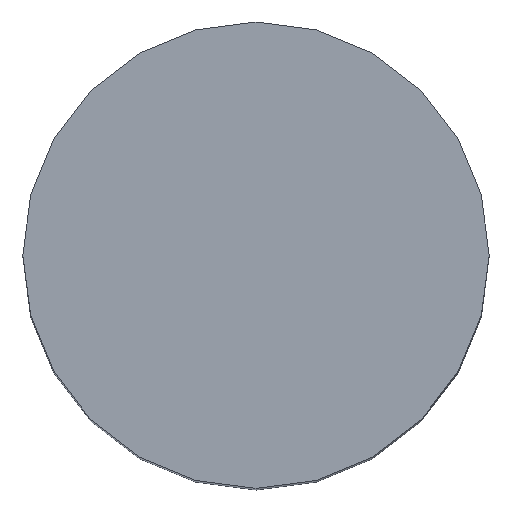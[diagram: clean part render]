
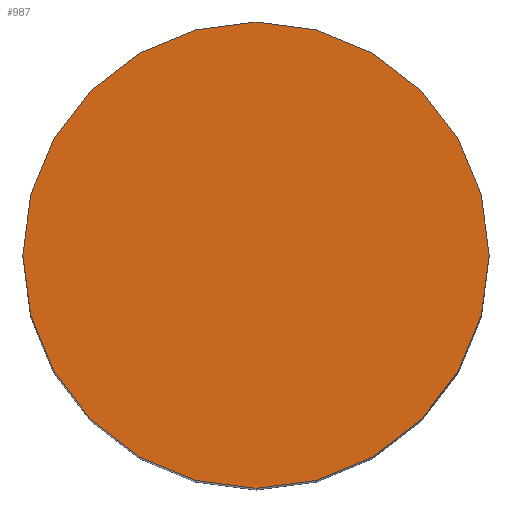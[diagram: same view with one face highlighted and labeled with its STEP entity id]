
A CAD part, top view. The second image highlights one B-rep face of the part: STEP entity #987.
In plain terms, the highlighted planar face has unit normal (0, 0, 1).
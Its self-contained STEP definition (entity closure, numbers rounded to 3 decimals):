
#17=FACE_OUTER_BOUND('',#68,.T.);
#68=EDGE_LOOP('',(#671,#672,#673,#674,#675,#676,#677,#678,#679,#680,#681,
#682,#683,#684,#685,#686,#687,#688,#689,#690,#691,#692,#693,#694));
#143=LINE('',#1412,#287);
#144=LINE('',#1414,#288);
#145=LINE('',#1416,#289);
#146=LINE('',#1418,#290);
#147=LINE('',#1420,#291);
#148=LINE('',#1422,#292);
#149=LINE('',#1424,#293);
#150=LINE('',#1426,#294);
#151=LINE('',#1428,#295);
#152=LINE('',#1430,#296);
#153=LINE('',#1432,#297);
#154=LINE('',#1434,#298);
#155=LINE('',#1436,#299);
#156=LINE('',#1438,#300);
#157=LINE('',#1440,#301);
#158=LINE('',#1442,#302);
#159=LINE('',#1444,#303);
#160=LINE('',#1446,#304);
#161=LINE('',#1448,#305);
#162=LINE('',#1450,#306);
#163=LINE('',#1452,#307);
#164=LINE('',#1454,#308);
#165=LINE('',#1456,#309);
#166=LINE('',#1457,#310);
#287=VECTOR('',#1141,60.);
#288=VECTOR('',#1142,60.);
#289=VECTOR('',#1143,60.);
#290=VECTOR('',#1144,60.);
#291=VECTOR('',#1145,60.);
#292=VECTOR('',#1146,60.);
#293=VECTOR('',#1147,60.);
#294=VECTOR('',#1148,60.);
#295=VECTOR('',#1149,60.);
#296=VECTOR('',#1150,60.);
#297=VECTOR('',#1151,60.);
#298=VECTOR('',#1152,60.);
#299=VECTOR('',#1153,60.);
#300=VECTOR('',#1154,60.);
#301=VECTOR('',#1155,60.);
#302=VECTOR('',#1156,60.);
#303=VECTOR('',#1157,60.);
#304=VECTOR('',#1158,60.);
#305=VECTOR('',#1159,60.);
#306=VECTOR('',#1160,60.);
#307=VECTOR('',#1161,60.);
#308=VECTOR('',#1162,60.);
#309=VECTOR('',#1163,60.);
#310=VECTOR('',#1164,60.);
#431=VERTEX_POINT('',#1410);
#432=VERTEX_POINT('',#1411);
#433=VERTEX_POINT('',#1413);
#434=VERTEX_POINT('',#1415);
#435=VERTEX_POINT('',#1417);
#436=VERTEX_POINT('',#1419);
#437=VERTEX_POINT('',#1421);
#438=VERTEX_POINT('',#1423);
#439=VERTEX_POINT('',#1425);
#440=VERTEX_POINT('',#1427);
#441=VERTEX_POINT('',#1429);
#442=VERTEX_POINT('',#1431);
#443=VERTEX_POINT('',#1433);
#444=VERTEX_POINT('',#1435);
#445=VERTEX_POINT('',#1437);
#446=VERTEX_POINT('',#1439);
#447=VERTEX_POINT('',#1441);
#448=VERTEX_POINT('',#1443);
#449=VERTEX_POINT('',#1445);
#450=VERTEX_POINT('',#1447);
#451=VERTEX_POINT('',#1449);
#452=VERTEX_POINT('',#1451);
#453=VERTEX_POINT('',#1453);
#454=VERTEX_POINT('',#1455);
#527=EDGE_CURVE('',#431,#432,#143,.T.);
#528=EDGE_CURVE('',#433,#431,#144,.T.);
#529=EDGE_CURVE('',#434,#433,#145,.T.);
#530=EDGE_CURVE('',#435,#434,#146,.T.);
#531=EDGE_CURVE('',#436,#435,#147,.T.);
#532=EDGE_CURVE('',#437,#436,#148,.T.);
#533=EDGE_CURVE('',#438,#437,#149,.T.);
#534=EDGE_CURVE('',#439,#438,#150,.T.);
#535=EDGE_CURVE('',#440,#439,#151,.T.);
#536=EDGE_CURVE('',#441,#440,#152,.T.);
#537=EDGE_CURVE('',#442,#441,#153,.T.);
#538=EDGE_CURVE('',#443,#442,#154,.T.);
#539=EDGE_CURVE('',#444,#443,#155,.T.);
#540=EDGE_CURVE('',#445,#444,#156,.T.);
#541=EDGE_CURVE('',#446,#445,#157,.T.);
#542=EDGE_CURVE('',#447,#446,#158,.T.);
#543=EDGE_CURVE('',#448,#447,#159,.T.);
#544=EDGE_CURVE('',#449,#448,#160,.T.);
#545=EDGE_CURVE('',#450,#449,#161,.T.);
#546=EDGE_CURVE('',#451,#450,#162,.T.);
#547=EDGE_CURVE('',#452,#451,#163,.T.);
#548=EDGE_CURVE('',#453,#452,#164,.T.);
#549=EDGE_CURVE('',#454,#453,#165,.T.);
#550=EDGE_CURVE('',#432,#454,#166,.T.);
#671=ORIENTED_EDGE('',*,*,#527,.F.);
#672=ORIENTED_EDGE('',*,*,#528,.F.);
#673=ORIENTED_EDGE('',*,*,#529,.F.);
#674=ORIENTED_EDGE('',*,*,#530,.F.);
#675=ORIENTED_EDGE('',*,*,#531,.F.);
#676=ORIENTED_EDGE('',*,*,#532,.F.);
#677=ORIENTED_EDGE('',*,*,#533,.F.);
#678=ORIENTED_EDGE('',*,*,#534,.F.);
#679=ORIENTED_EDGE('',*,*,#535,.F.);
#680=ORIENTED_EDGE('',*,*,#536,.F.);
#681=ORIENTED_EDGE('',*,*,#537,.F.);
#682=ORIENTED_EDGE('',*,*,#538,.F.);
#683=ORIENTED_EDGE('',*,*,#539,.F.);
#684=ORIENTED_EDGE('',*,*,#540,.F.);
#685=ORIENTED_EDGE('',*,*,#541,.F.);
#686=ORIENTED_EDGE('',*,*,#542,.F.);
#687=ORIENTED_EDGE('',*,*,#543,.F.);
#688=ORIENTED_EDGE('',*,*,#544,.F.);
#689=ORIENTED_EDGE('',*,*,#545,.F.);
#690=ORIENTED_EDGE('',*,*,#546,.F.);
#691=ORIENTED_EDGE('',*,*,#547,.F.);
#692=ORIENTED_EDGE('',*,*,#548,.F.);
#693=ORIENTED_EDGE('',*,*,#549,.F.);
#694=ORIENTED_EDGE('',*,*,#550,.F.);
#936=PLANE('',#1061);
#987=ADVANCED_FACE('',(#17),#936,.F.);
#1061=AXIS2_PLACEMENT_3D('',#1409,#1139,#1140);
#1139=DIRECTION('center_axis',(0.,0.,-1.));
#1140=DIRECTION('ref_axis',(0.,1.,0.));
#1141=DIRECTION('',(0.131,-0.991,0.));
#1142=DIRECTION('',(0.383,-0.924,0.));
#1143=DIRECTION('',(0.609,-0.793,0.));
#1144=DIRECTION('',(0.793,-0.609,0.));
#1145=DIRECTION('',(0.924,-0.383,0.));
#1146=DIRECTION('',(0.991,-0.131,0.));
#1147=DIRECTION('',(0.991,0.131,0.));
#1148=DIRECTION('',(0.924,0.383,0.));
#1149=DIRECTION('',(0.793,0.609,0.));
#1150=DIRECTION('',(0.609,0.793,0.));
#1151=DIRECTION('',(0.383,0.924,0.));
#1152=DIRECTION('',(0.131,0.991,0.));
#1153=DIRECTION('',(-0.131,0.991,0.));
#1154=DIRECTION('',(-0.383,0.924,0.));
#1155=DIRECTION('',(-0.609,0.793,0.));
#1156=DIRECTION('',(-0.793,0.609,0.));
#1157=DIRECTION('',(-0.924,0.383,0.));
#1158=DIRECTION('',(-0.991,0.131,0.));
#1159=DIRECTION('',(-0.991,-0.131,0.));
#1160=DIRECTION('',(-0.924,-0.383,0.));
#1161=DIRECTION('',(-0.793,-0.609,0.));
#1162=DIRECTION('',(-0.609,-0.793,0.));
#1163=DIRECTION('',(-0.383,-0.924,0.));
#1164=DIRECTION('',(-0.131,-0.991,0.));
#1409=CARTESIAN_POINT('Origin',(0.,0.,
0.));
#1410=CARTESIAN_POINT('',(28.978,7.765,0.));
#1411=CARTESIAN_POINT('',(30.,0.,0.));
#1412=CARTESIAN_POINT('',(28.978,7.765,0.));
#1413=CARTESIAN_POINT('',(25.981,15.,0.));
#1414=CARTESIAN_POINT('',(25.981,15.,0.));
#1415=CARTESIAN_POINT('',(21.213,21.213,0.));
#1416=CARTESIAN_POINT('',(21.213,21.213,0.));
#1417=CARTESIAN_POINT('',(15.,25.981,0.));
#1418=CARTESIAN_POINT('',(15.,25.981,0.));
#1419=CARTESIAN_POINT('',(7.765,28.978,0.));
#1420=CARTESIAN_POINT('',(7.765,28.978,0.));
#1421=CARTESIAN_POINT('',(0.,30.,0.));
#1422=CARTESIAN_POINT('',(0.,30.,0.));
#1423=CARTESIAN_POINT('',(-7.765,28.978,0.));
#1424=CARTESIAN_POINT('',(-7.765,28.978,0.));
#1425=CARTESIAN_POINT('',(-15.,25.981,0.));
#1426=CARTESIAN_POINT('',(-15.,25.981,0.));
#1427=CARTESIAN_POINT('',(-21.213,21.213,0.));
#1428=CARTESIAN_POINT('',(-21.213,21.213,0.));
#1429=CARTESIAN_POINT('',(-25.981,15.,0.));
#1430=CARTESIAN_POINT('',(-25.981,15.,0.));
#1431=CARTESIAN_POINT('',(-28.978,7.765,0.));
#1432=CARTESIAN_POINT('',(-28.978,7.765,0.));
#1433=CARTESIAN_POINT('',(-30.,0.,0.));
#1434=CARTESIAN_POINT('',(-30.,0.,0.));
#1435=CARTESIAN_POINT('',(-28.978,-7.765,0.));
#1436=CARTESIAN_POINT('',(-28.978,-7.765,0.));
#1437=CARTESIAN_POINT('',(-25.981,-15.,0.));
#1438=CARTESIAN_POINT('',(-25.981,-15.,0.));
#1439=CARTESIAN_POINT('',(-21.213,-21.213,0.));
#1440=CARTESIAN_POINT('',(-21.213,-21.213,0.));
#1441=CARTESIAN_POINT('',(-15.,-25.981,0.));
#1442=CARTESIAN_POINT('',(-15.,-25.981,0.));
#1443=CARTESIAN_POINT('',(-7.765,-28.978,0.));
#1444=CARTESIAN_POINT('',(-7.765,-28.978,0.));
#1445=CARTESIAN_POINT('',(0.,-30.,0.));
#1446=CARTESIAN_POINT('',(0.,-30.,0.));
#1447=CARTESIAN_POINT('',(7.765,-28.978,0.));
#1448=CARTESIAN_POINT('',(7.765,-28.978,0.));
#1449=CARTESIAN_POINT('',(15.,-25.981,0.));
#1450=CARTESIAN_POINT('',(15.,-25.981,0.));
#1451=CARTESIAN_POINT('',(21.213,-21.213,0.));
#1452=CARTESIAN_POINT('',(21.213,-21.213,0.));
#1453=CARTESIAN_POINT('',(25.981,-15.,0.));
#1454=CARTESIAN_POINT('',(25.981,-15.,0.));
#1455=CARTESIAN_POINT('',(28.978,-7.765,0.));
#1456=CARTESIAN_POINT('',(28.978,-7.765,0.));
#1457=CARTESIAN_POINT('',(30.,0.,0.));
